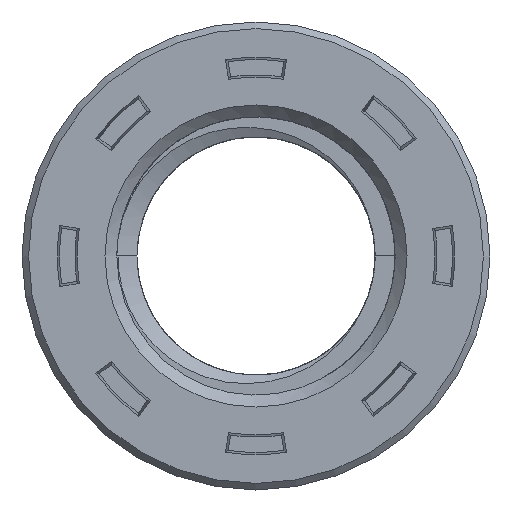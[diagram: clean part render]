
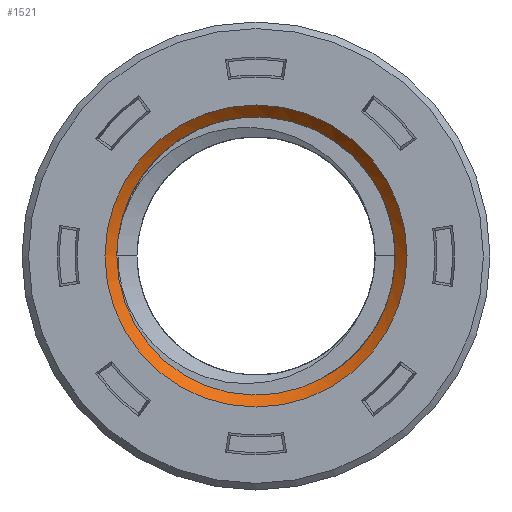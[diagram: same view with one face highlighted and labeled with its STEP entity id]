
A CAD part, front view. The second image highlights one B-rep face of the part: STEP entity #1521.
In plain terms, the highlighted free-form (B-spline) face has degree [1, 2] with [2, 9] control points.
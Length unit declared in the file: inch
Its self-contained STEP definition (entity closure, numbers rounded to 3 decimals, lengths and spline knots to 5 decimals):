
#1464=CARTESIAN_POINT('',(6.04685,5.58197,-0.036));
#1465=CARTESIAN_POINT('',(6.08285,5.58197,0.));
#1466=CARTESIAN_POINT('',(6.04685,6.00197,-0.036));
#1467=CARTESIAN_POINT('',(6.08285,6.03797,0.));
#1468=CARTESIAN_POINT('',(5.62685,6.00197,-0.036));
#1469=CARTESIAN_POINT('',(5.62685,6.03797,0.));
#1470=CARTESIAN_POINT('',(5.20685,6.00197,-0.036));
#1471=CARTESIAN_POINT('',(5.17085,6.03797,0.));
#1472=CARTESIAN_POINT('',(5.20685,5.58197,-0.036));
#1473=CARTESIAN_POINT('',(5.17085,5.58197,0.));
#1474=CARTESIAN_POINT('',(5.20685,5.16197,-0.036));
#1475=CARTESIAN_POINT('',(5.17085,5.12597,0.));
#1476=CARTESIAN_POINT('',(5.62685,5.16197,-0.036));
#1477=CARTESIAN_POINT('',(5.62685,5.12597,0.));
#1478=CARTESIAN_POINT('',(6.04685,5.16197,-0.036));
#1479=CARTESIAN_POINT('',(6.08285,5.12597,0.));
#1480=CARTESIAN_POINT('',(6.04685,5.58197,-0.036));
#1481=CARTESIAN_POINT('',(6.08285,5.58197,0.));
#1489=(BOUNDED_SURFACE()B_SPLINE_SURFACE(1,2,((#1464,#1466,#1468,#1470,#1472,#1474,#1476,#1478,#1480),(#1465,#1467,#1469,#1471,#1473,#1475,#1477,#1479,#1481)),.UNSPECIFIED.,.F.,.T.,.U.)B_SPLINE_SURFACE_WITH_KNOTS((2,2),(3,2,2,2,3),(-0.05812,0.05812),(0.0,0.68801,1.37602,2.06403,2.75204),.UNSPECIFIED.)GEOMETRIC_REPRESENTATION_ITEM()RATIONAL_B_SPLINE_SURFACE(((1.0,0.707,1.0,0.707,1.0,0.707,1.0,0.707,1.0),(1.0,0.707,1.0,0.707,1.0,0.707,1.0,0.707,1.0)))REPRESENTATION_ITEM('')SURFACE());
#1490=CARTESIAN_POINT('',(5.17085,5.58197,0.0));
#1491=VERTEX_POINT('',#1490);
#1492=CARTESIAN_POINT('',(5.62685,5.58197,0.));
#1493=DIRECTION('',(0.0,0.0,-1.0));
#1494=DIRECTION('',(-1.0,0.0,0.0));
#1495=AXIS2_PLACEMENT_3D('',#1492,#1493,#1494);
#1496=CIRCLE('',#1495,0.456);
#1497=EDGE_CURVE('',#1491,#1491,#1496,.T.);
#1498=ORIENTED_EDGE('',*,*,#1497,.F.);
#1499=EDGE_LOOP('',(#1498));
#1500=FACE_OUTER_BOUND('',#1499,.T.);
#1501=CARTESIAN_POINT('',(5.20685,5.58197,-0.036));
#1502=VERTEX_POINT('',#1501);
#1503=CARTESIAN_POINT('',(5.20976,5.63139,-0.036));
#1504=VERTEX_POINT('',#1503);
#1505=CARTESIAN_POINT('',(5.62685,5.58197,-0.036));
#1506=DIRECTION('',(0.0,0.0,-1.0));
#1507=DIRECTION('',(-1.0,0.0,0.0));
#1508=AXIS2_PLACEMENT_3D('',#1505,#1506,#1507);
#1509=CIRCLE('',#1508,0.42);
#1510=EDGE_CURVE('',#1502,#1504,#1509,.T.);
#1511=ORIENTED_EDGE('',*,*,#1510,.T.);
#1512=CARTESIAN_POINT('',(5.62685,5.58197,-0.036));
#1513=DIRECTION('',(0.0,0.0,1.0));
#1514=DIRECTION('',(-1.0,0.0,0.0));
#1515=AXIS2_PLACEMENT_3D('',#1512,#1513,#1514);
#1516=CIRCLE('',#1515,0.42);
#1517=EDGE_CURVE('',#1502,#1504,#1516,.T.);
#1518=ORIENTED_EDGE('',*,*,#1517,.F.);
#1519=EDGE_LOOP('',(#1511,#1518));
#1520=FACE_BOUND('',#1519,.T.);
#1521=ADVANCED_FACE('',(#1500,#1520),#1489,.T.);
